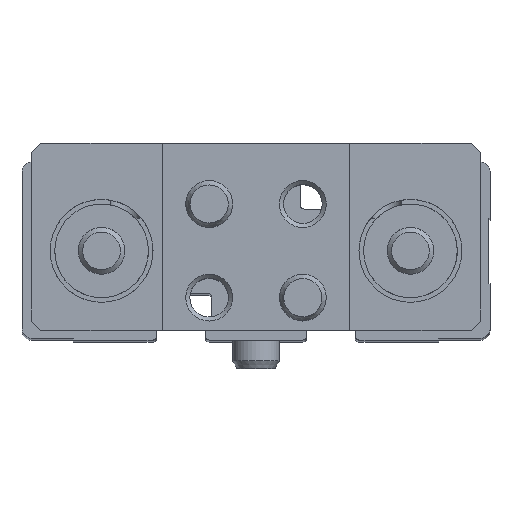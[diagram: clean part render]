
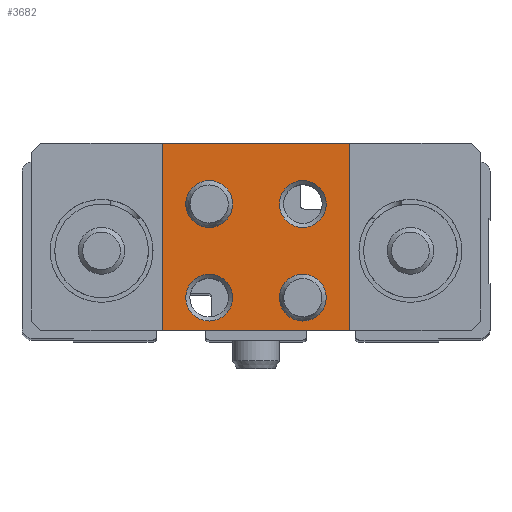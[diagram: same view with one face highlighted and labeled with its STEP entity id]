
A CAD part, top view. The second image highlights one B-rep face of the part: STEP entity #3682.
In plain terms, the highlighted planar face has unit normal (0, 0, 1).
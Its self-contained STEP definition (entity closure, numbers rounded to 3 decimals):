
#128=PLANE('',#4112);
#392=CIRCLE('',#4113,2.5);
#393=CIRCLE('',#4114,2.5);
#394=CIRCLE('',#4115,2.5);
#395=CIRCLE('',#4116,2.5);
#1108=ORIENTED_EDGE('',*,*,#1771,.T.);
#1109=ORIENTED_EDGE('',*,*,#1772,.T.);
#1110=ORIENTED_EDGE('',*,*,#1773,.T.);
#1111=ORIENTED_EDGE('',*,*,#1774,.T.);
#1112=ORIENTED_EDGE('',*,*,#1762,.T.);
#1113=ORIENTED_EDGE('',*,*,#1775,.T.);
#1114=ORIENTED_EDGE('',*,*,#1754,.T.);
#1115=ORIENTED_EDGE('',*,*,#1776,.T.);
#1754=EDGE_CURVE('',#2148,#2155,#2450,.T.);
#1762=EDGE_CURVE('',#2164,#2163,#2458,.T.);
#1771=EDGE_CURVE('',#2172,#2172,#392,.T.);
#1772=EDGE_CURVE('',#2173,#2173,#393,.T.);
#1773=EDGE_CURVE('',#2174,#2174,#394,.T.);
#1774=EDGE_CURVE('',#2175,#2175,#395,.T.);
#1775=EDGE_CURVE('',#2163,#2148,#2467,.T.);
#1776=EDGE_CURVE('',#2155,#2164,#2468,.T.);
#2148=VERTEX_POINT('',#6190);
#2155=VERTEX_POINT('',#6203);
#2163=VERTEX_POINT('',#6221);
#2164=VERTEX_POINT('',#6223);
#2172=VERTEX_POINT('',#6242);
#2173=VERTEX_POINT('',#6244);
#2174=VERTEX_POINT('',#6246);
#2175=VERTEX_POINT('',#6248);
#2450=LINE('',#6204,#2699);
#2458=LINE('',#6222,#2707);
#2467=LINE('',#6249,#2716);
#2468=LINE('',#6250,#2717);
#2699=VECTOR('',#5011,1000.);
#2707=VECTOR('',#5023,1000.);
#2716=VECTOR('',#5044,1000.);
#2717=VECTOR('',#5045,1000.);
#2958=EDGE_LOOP('',(#1108));
#2959=EDGE_LOOP('',(#1109));
#2960=EDGE_LOOP('',(#1110));
#2961=EDGE_LOOP('',(#1111));
#2962=EDGE_LOOP('',(#1112,#1113,#1114,#1115));
#3312=FACE_BOUND('',#2958,.T.);
#3313=FACE_BOUND('',#2959,.T.);
#3314=FACE_BOUND('',#2960,.T.);
#3315=FACE_BOUND('',#2961,.T.);
#3316=FACE_BOUND('',#2962,.T.);
#3682=ADVANCED_FACE('',(#3312,#3313,#3314,#3315,#3316),#128,.T.);
#4112=AXIS2_PLACEMENT_3D('',#6240,#5034,#5035);
#4113=AXIS2_PLACEMENT_3D('',#6241,#5036,#5037);
#4114=AXIS2_PLACEMENT_3D('',#6243,#5038,#5039);
#4115=AXIS2_PLACEMENT_3D('',#6245,#5040,#5041);
#4116=AXIS2_PLACEMENT_3D('',#6247,#5042,#5043);
#5011=DIRECTION('',(-1.,0.,0.));
#5023=DIRECTION('',(1.,0.,0.));
#5034=DIRECTION('',(0.,0.,1.));
#5035=DIRECTION('',(1.,0.,0.));
#5036=DIRECTION('',(0.,0.,-1.));
#5037=DIRECTION('',(-1.,0.,0.));
#5038=DIRECTION('',(0.,0.,-1.));
#5039=DIRECTION('',(-1.,0.,0.));
#5040=DIRECTION('',(0.,0.,-1.));
#5041=DIRECTION('',(-1.,0.,0.));
#5042=DIRECTION('',(0.,0.,-1.));
#5043=DIRECTION('',(-1.,0.,0.));
#5044=DIRECTION('',(0.,1.,0.));
#5045=DIRECTION('',(0.,-1.,0.));
#6190=CARTESIAN_POINT('',(10.,11.5,18.));
#6203=CARTESIAN_POINT('',(-10.,11.5,18.));
#6204=CARTESIAN_POINT('',(24.,11.5,18.));
#6221=CARTESIAN_POINT('',(10.,-8.5,18.));
#6222=CARTESIAN_POINT('',(-24.,-8.5,18.));
#6223=CARTESIAN_POINT('',(-10.,-8.5,18.));
#6240=CARTESIAN_POINT('',(0.,0.,18.));
#6241=CARTESIAN_POINT('',(-5.,-5.,18.));
#6242=CARTESIAN_POINT('',(-7.5,-5.,18.));
#6243=CARTESIAN_POINT('',(-5.,5.,18.));
#6244=CARTESIAN_POINT('',(-7.5,5.,18.));
#6245=CARTESIAN_POINT('',(5.,-5.,18.));
#6246=CARTESIAN_POINT('',(2.5,-5.,18.));
#6247=CARTESIAN_POINT('',(5.,5.,18.));
#6248=CARTESIAN_POINT('',(2.5,5.,18.));
#6249=CARTESIAN_POINT('',(10.,0.,18.));
#6250=CARTESIAN_POINT('',(-10.,0.,18.));
